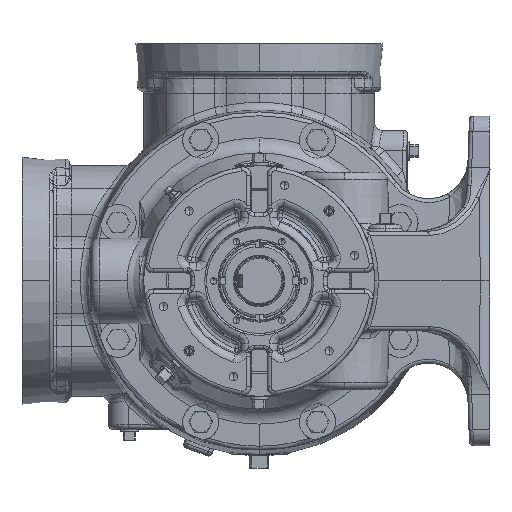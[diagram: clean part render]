
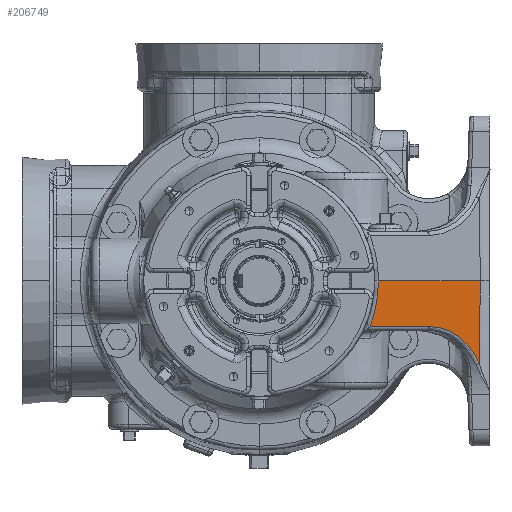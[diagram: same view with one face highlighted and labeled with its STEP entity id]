
A CAD part, left-side view. The second image highlights one B-rep face of the part: STEP entity #206749.
In plain terms, the highlighted planar face has unit normal (-0.642, -0.766, -0.035).
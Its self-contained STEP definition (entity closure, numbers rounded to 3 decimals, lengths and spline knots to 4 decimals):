
#3002 = CARTESIAN_POINT ( 'NONE',  ( -7.7607, -5.1537, -1.3842 ) ) ;
#20070 = EDGE_CURVE ( 'NONE', #233911, #211626, #236090, .T. ) ;
#24933 =( BOUNDED_CURVE ( )  B_SPLINE_CURVE ( 3, ( #231820, #82142, #153979, #176171 ),
 .UNSPECIFIED., .F., .F. ) 
 B_SPLINE_CURVE_WITH_KNOTS ( ( 4, 4 ),
 ( 1.6251, 2.7001 ),
 .UNSPECIFIED. ) 
 CURVE ( )  GEOMETRIC_REPRESENTATION_ITEM ( )  RATIONAL_B_SPLINE_CURVE ( ( 1., 0.906, 0.906, 1. ) ) 
 REPRESENTATION_ITEM ( '' )  );
#28434 = DIRECTION ( 'NONE',  ( -0.642, -0.766, -0.035 ) ) ;
#40773 = CARTESIAN_POINT ( 'NONE',  ( -9.667, -3.6172, 0. ) ) ;
#64226 = ORIENTED_EDGE ( 'NONE', *, *, #212117, .T. ) ;
#65694 = ORIENTED_EDGE ( 'NONE', *, *, #115612, .F. ) ;
#66643 = CARTESIAN_POINT ( 'NONE',  ( -5.3596, -7.1684, -1.3842 ) ) ;
#66851 =( BOUNDED_CURVE ( )  B_SPLINE_CURVE ( 3, ( #215323, #233861, #141133, #194348 ),
 .UNSPECIFIED., .F., .T. ) 
 B_SPLINE_CURVE_WITH_KNOTS ( ( 4, 4 ),
 ( 3.1004, 3.454 ),
 .UNSPECIFIED. ) 
 CURVE ( )  GEOMETRIC_REPRESENTATION_ITEM ( )  RATIONAL_B_SPLINE_CURVE ( ( 1., 0.99, 0.99, 1. ) ) 
 REPRESENTATION_ITEM ( '' )  );
#67989 = FACE_OUTER_BOUND ( 'NONE', #133457, .T. ) ;
#71585 = VERTEX_POINT ( 'NONE', #40773 ) ;
#75697 = CARTESIAN_POINT ( 'NONE',  ( -5.3907, -7.2054, 0. ) ) ;
#82142 = CARTESIAN_POINT ( 'NONE',  ( -6.962, -5.8238, -1.3842 ) ) ;
#84610 = ORIENTED_EDGE ( 'NONE', *, *, #20070, .T. ) ;
#88984 = CARTESIAN_POINT ( 'NONE',  ( -5.3907, -7.2054, 0. ) ) ;
#89834 = CARTESIAN_POINT ( 'NONE',  ( -5.896, -6.6677, -2.4956 ) ) ;
#103257 = VECTOR ( 'NONE', #197765, 39.3701 ) ;
#103564 = VERTEX_POINT ( 'NONE', #89834 ) ;
#104744 = ORIENTED_EDGE ( 'NONE', *, *, #150095, .T. ) ;
#111006 = EDGE_CURVE ( 'NONE', #71585, #233911, #66851, .T. ) ;
#115612 = EDGE_CURVE ( 'NONE', #71585, #211688, #222942, .T. ) ;
#133457 = EDGE_LOOP ( 'NONE', ( #65694, #228354, #84610, #104744, #64226 ) ) ;
#134254 = LINE ( 'NONE', #181646, #138096 ) ;
#138096 = VECTOR ( 'NONE', #148241, 39.3701 ) ;
#141133 = CARTESIAN_POINT ( 'NONE',  ( -9.7202, -3.5297, -0.9402 ) ) ;
#148241 = DIRECTION ( 'NONE',  ( -0.035, -0.016, 0.999 ) ) ;
#150095 = EDGE_CURVE ( 'NONE', #211626, #103564, #24933, .T. ) ;
#153979 = CARTESIAN_POINT ( 'NONE',  ( -6.2759, -6.3809, -1.7931 ) ) ;
#176171 = CARTESIAN_POINT ( 'NONE',  ( -5.896, -6.6677, -2.4956 ) ) ;
#181646 = CARTESIAN_POINT ( 'NONE',  ( -5.983, -6.7083, -0.0038 ) ) ;
#186340 = VECTOR ( 'NONE', #241528, 39.3701 ) ;
#192103 = AXIS2_PLACEMENT_3D ( 'NONE', #88984, #28434, #202753 ) ;
#194348 = CARTESIAN_POINT ( 'NONE',  ( -9.894, -3.3636, -1.3842 ) ) ;
#197765 = DIRECTION ( 'NONE',  ( 0.766, -0.643, 0. ) ) ;
#198329 = CARTESIAN_POINT ( 'NONE',  ( -5.9831, -6.7083, 0. ) ) ;
#199098 = PLANE ( 'NONE',  #192103 ) ;
#202753 = DIRECTION ( 'NONE',  ( 0.766, -0.643, 0. ) ) ;
#203186 = CARTESIAN_POINT ( 'NONE',  ( -9.894, -3.3636, -1.3842 ) ) ;
#206749 = ADVANCED_FACE ( 'Defeatured_0_1845', ( #67989 ), #199098, .T. ) ;
#211626 = VERTEX_POINT ( 'NONE', #3002 ) ;
#211688 = VERTEX_POINT ( 'NONE', #198329 ) ;
#212117 = EDGE_CURVE ( 'NONE', #103564, #211688, #134254, .T. ) ;
#215323 = CARTESIAN_POINT ( 'NONE',  ( -9.667, -3.6172, 0. ) ) ;
#222942 = LINE ( 'NONE', #75697, #186340 ) ;
#228354 = ORIENTED_EDGE ( 'NONE', *, *, #111006, .T. ) ;
#231820 = CARTESIAN_POINT ( 'NONE',  ( -7.7607, -5.1537, -1.3842 ) ) ;
#233861 = CARTESIAN_POINT ( 'NONE',  ( -9.6437, -3.6151, -0.474 ) ) ;
#233911 = VERTEX_POINT ( 'NONE', #203186 ) ;
#236090 = LINE ( 'NONE', #66643, #103257 ) ;
#241528 = DIRECTION ( 'NONE',  ( 0.766, -0.643, 0. ) ) ;
